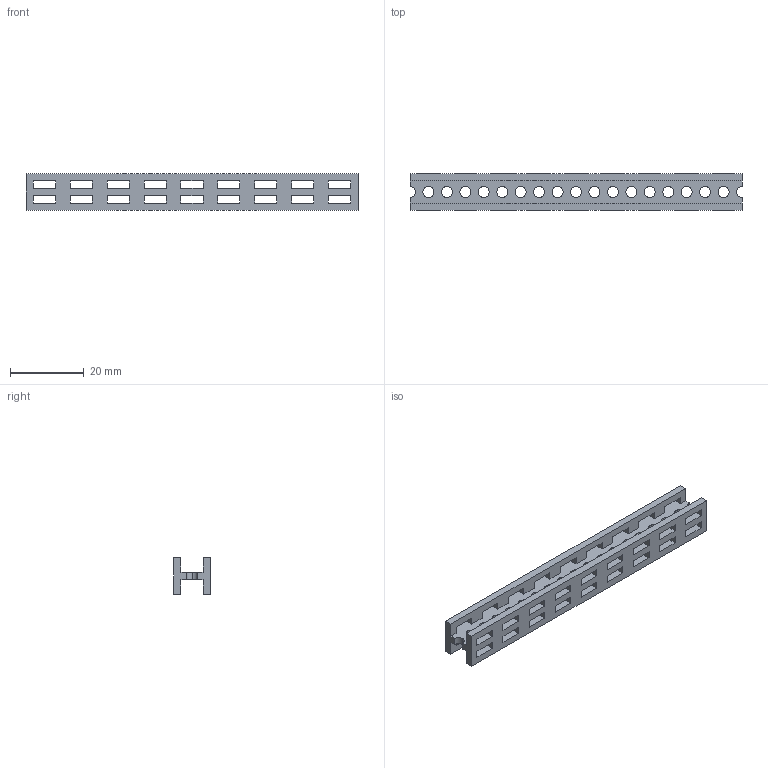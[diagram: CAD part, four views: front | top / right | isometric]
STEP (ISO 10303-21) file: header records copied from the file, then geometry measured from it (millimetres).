
FILE_DESCRIPTION (( 'STEP AP203' ), '1' );
FILE_NAME ('Beam 90.STEP', '2017-02-03T08:45:33', ( '' ), ( '' ), 'SwSTEP 2.0', 'SolidWorks 2015', '' );
FILE_SCHEMA (( 'CONFIG_CONTROL_DESIGN' ));
Length unit declared in the file: millimetre
Products named in the file (1): Beam 90
Bounding box: 90 x 10 x 10 mm (x, y, z)
Volume: 3561.5 mm3; surface area: 5504.8 mm2
Topology: 1 solids, 1 shells, 161 faces, 585 edges, 390 vertices
Faces by surface type: plane 124, cylinder 37
Entity records: 6462 total; most frequent: ORIENTED_EDGE 1170, CARTESIAN_POINT 1137, DIRECTION 983, EDGE_CURVE 585, VECTOR 511, LINE 511, VERTEX_POINT 390, AXIS2_PLACEMENT_3D 236
